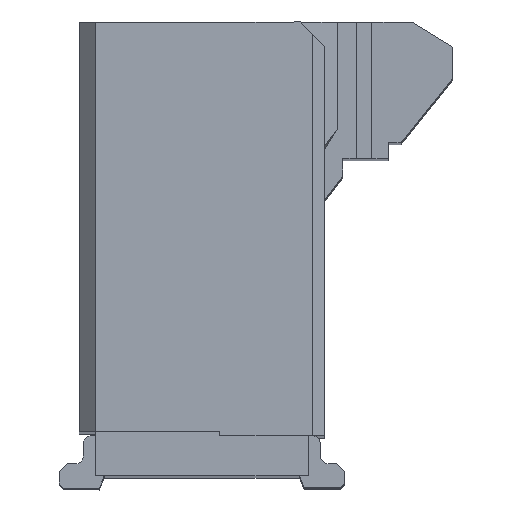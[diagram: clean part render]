
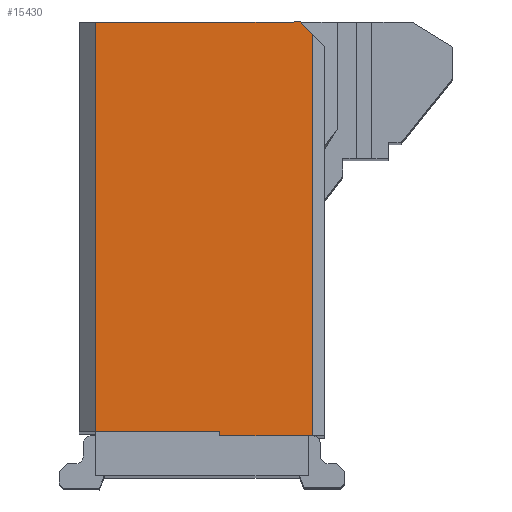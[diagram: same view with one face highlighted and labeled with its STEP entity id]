
A CAD part, top view. The second image highlights one B-rep face of the part: STEP entity #15430.
In plain terms, the highlighted planar face has unit normal (0, 0, 1).
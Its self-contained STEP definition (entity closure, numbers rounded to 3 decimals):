
#14800=CARTESIAN_POINT('',(17.918,-1.022,
38.895));
#14810=DIRECTION('',(0.,-0.,1.));
#14820=DIRECTION('',(1.,0.,0.));
#14830=AXIS2_PLACEMENT_3D('',#14800,#14810,#14820);
#14840=PLANE('',#14830);
#14850=CARTESIAN_POINT('',(6.,-1.072,38.895));
#14860=DIRECTION('',(1.,0.,0.));
#14870=VECTOR('',#14860,1.);
#14880=LINE('',#14850,#14870);
#14890=CARTESIAN_POINT('',(17.918,-1.072,
38.895));
#14900=VERTEX_POINT('',#14890);
#14910=CARTESIAN_POINT('',(19.068,-1.072,
38.895));
#14920=VERTEX_POINT('',#14910);
#14930=EDGE_CURVE('',#14900,#14920,#14880,.T.);
#14940=ORIENTED_EDGE('',*,*,#14930,.T.);
#14950=CARTESIAN_POINT('',(17.918,-8.,38.895));
#14960=DIRECTION('',(0.,-1.,0.));
#14970=VECTOR('',#14960,1.);
#14980=LINE('',#14950,#14970);
#14990=CARTESIAN_POINT('',(17.918,-1.022,
38.895));
#15000=VERTEX_POINT('',#14990);
#15010=EDGE_CURVE('',#15000,#14900,#14980,.T.);
#15020=ORIENTED_EDGE('',*,*,#15010,.T.);
#15030=CARTESIAN_POINT('',(6.,-1.022,38.895));
#15040=DIRECTION('',(-1.,0.,0.));
#15050=VECTOR('',#15040,1.);
#15060=LINE('',#15030,#15050);
#15070=CARTESIAN_POINT('',(16.368,-1.022,
38.895));
#15080=VERTEX_POINT('',#15070);
#15090=EDGE_CURVE('',#15000,#15080,#15060,.T.);
#15100=ORIENTED_EDGE('',*,*,#15090,.F.);
#15110=CARTESIAN_POINT('',(16.368,1.528,
38.895));
#15120=DIRECTION('',(0.,1.,0.));
#15130=VECTOR('',#15120,1.);
#15140=LINE('',#15110,#15130);
#15150=CARTESIAN_POINT('',(16.368,4.078,
38.895));
#15160=VERTEX_POINT('',#15150);
#15170=EDGE_CURVE('',#15080,#15160,#15140,.T.);
#15180=ORIENTED_EDGE('',*,*,#15170,.F.);
#15190=CARTESIAN_POINT('',(6.,4.078,38.895));
#15200=DIRECTION('',(1.,0.,0.));
#15210=VECTOR('',#15200,1.);
#15220=LINE('',#15190,#15210);
#15230=CARTESIAN_POINT('',(18.918,4.078,
38.895));
#15240=VERTEX_POINT('',#15230);
#15250=EDGE_CURVE('',#15160,#15240,#15220,.T.);
#15260=ORIENTED_EDGE('',*,*,#15250,.F.);
#15270=CARTESIAN_POINT('',(30.996,-8.,38.895));
#15280=DIRECTION('',(0.707,-0.707,0.));
#15290=VECTOR('',#15280,1.);
#15300=LINE('',#15270,#15290);
#15310=CARTESIAN_POINT('',(19.068,3.928,
38.895));
#15320=VERTEX_POINT('',#15310);
#15330=EDGE_CURVE('',#15240,#15320,#15300,.T.);
#15340=ORIENTED_EDGE('',*,*,#15330,.F.);
#15350=CARTESIAN_POINT('',(19.068,1.353,
38.895));
#15360=DIRECTION('',(0.,-1.,0.));
#15370=VECTOR('',#15360,1.);
#15380=LINE('',#15350,#15370);
#15390=EDGE_CURVE('',#15320,#14920,#15380,.T.);
#15400=ORIENTED_EDGE('',*,*,#15390,.F.);
#15410=EDGE_LOOP('',(#15400,#15340,#15260,#15180,#15100,#15020,#14940));
#15420=FACE_OUTER_BOUND('',#15410,.T.);
#15430=ADVANCED_FACE('',(#15420),#14840,.T.);
